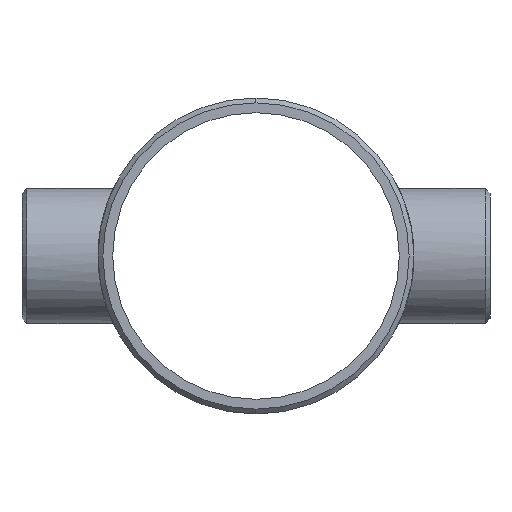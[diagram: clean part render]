
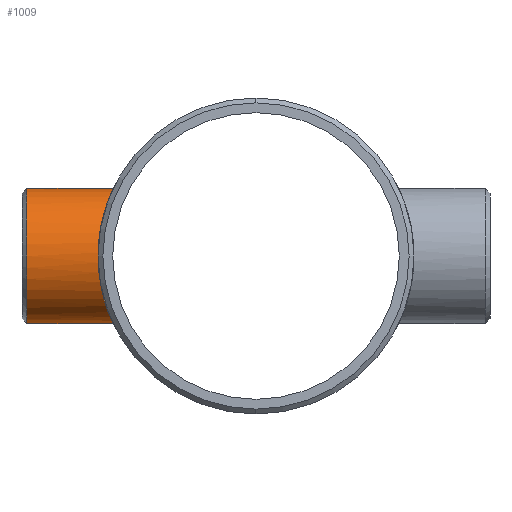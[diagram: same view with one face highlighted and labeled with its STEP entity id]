
A CAD part, left-side view. The second image highlights one B-rep face of the part: STEP entity #1009.
In plain terms, the highlighted cylindrical face has radius 30.226 mm (diameter 60.452 mm), a partial arc.
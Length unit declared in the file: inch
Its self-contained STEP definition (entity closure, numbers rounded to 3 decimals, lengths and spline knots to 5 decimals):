
#3 = CARTESIAN_POINT ( 'NONE',  ( -0.36721, 2.5407, -1.1321 ) ) ;
#8 = CARTESIAN_POINT ( 'NONE',  ( -0.59867, 2.58364, -1.03135 ) ) ;
#12 = CARTESIAN_POINT ( 'NONE',  ( 0., 2.51409, 1.19 ) ) ;
#13 = LINE ( 'NONE', #193, #1018 ) ;
#20 = CARTESIAN_POINT ( 'NONE',  ( -0.72689, 2.61632, 0.94536 ) ) ;
#30 = CARTESIAN_POINT ( 'NONE',  ( 0., 4.034, 0. ) ) ;
#39 = CARTESIAN_POINT ( 'NONE',  ( -1.14341, 2.76188, -0.3303 ) ) ;
#67 = ORIENTED_EDGE ( 'NONE', *, *, #627, .T. ) ;
#72 = VERTEX_POINT ( 'NONE', #356 ) ;
#86 = CARTESIAN_POINT ( 'NONE',  ( -0.27283, 2.52856, -1.15896 ) ) ;
#94 = CARTESIAN_POINT ( 'NONE',  ( -1.17434, 2.77483, 0.19636 ) ) ;
#100 = CARTESIAN_POINT ( 'NONE',  ( -1.18953, 2.7813, 0.03879 ) ) ;
#105 = CARTESIAN_POINT ( 'NONE',  ( -1.14929, 2.76431, 0.31106 ) ) ;
#116 = CARTESIAN_POINT ( 'NONE',  ( -0.07837, 2.51501, 1.18807 ) ) ;
#128 = CARTESIAN_POINT ( 'NONE',  ( -1.11261, 2.74927, 0.4226 ) ) ;
#168 = EDGE_CURVE ( 'NONE', #72, #905, #623, .T. ) ;
#176 = DIRECTION ( 'NONE',  ( 0., -1., 0. ) ) ;
#183 = CARTESIAN_POINT ( 'NONE',  ( -0.07968, 2.51409, -1.19 ) ) ;
#184 = CARTESIAN_POINT ( 'NONE',  ( -1.19001, 2.7815, 0.01904 ) ) ;
#193 = CARTESIAN_POINT ( 'NONE',  ( 0., 4.12, 1.19 ) ) ;
#199 = CARTESIAN_POINT ( 'NONE',  ( -0.81434, 2.64256, -0.86858 ) ) ;
#208 = CARTESIAN_POINT ( 'NONE',  ( -1.03076, 2.71689, 0.59965 ) ) ;
#217 = CIRCLE ( 'NONE', #1092, 1.19 ) ;
#218 = CARTESIAN_POINT ( 'NONE',  ( -0.78609, 2.63361, 0.8967 ) ) ;
#285 = CARTESIAN_POINT ( 'NONE',  ( -1.15889, 2.76832, 0.27317 ) ) ;
#291 = CARTESIAN_POINT ( 'NONE',  ( -0.97733, 2.69735, -0.6792 ) ) ;
#309 = CARTESIAN_POINT ( 'NONE',  ( -0.96606, 2.69329, -0.69512 ) ) ;
#356 = CARTESIAN_POINT ( 'NONE',  ( 0., 4.034, -1.19 ) ) ;
#371 = CARTESIAN_POINT ( 'NONE',  ( -0.38595, 2.54348, -1.12584 ) ) ;
#376 = CARTESIAN_POINT ( 'NONE',  ( -0.86769, 2.65949, 0.81528 ) ) ;
#381 = CARTESIAN_POINT ( 'NONE',  ( -0.72639, 2.61677, -0.94337 ) ) ;
#398 = CARTESIAN_POINT ( 'NONE',  ( -0.94292, 2.68508, -0.7262 ) ) ;
#405 = CARTESIAN_POINT ( 'NONE',  ( -1.16281, 2.76997, -0.25369 ) ) ;
#431 = DIRECTION ( 'NONE',  ( 0., -1., 0. ) ) ;
#454 = CARTESIAN_POINT ( 'NONE',  ( -0.3108, 2.53295, -1.14937 ) ) ;
#461 = CARTESIAN_POINT ( 'NONE',  ( -1.15845, 2.76815, -0.27291 ) ) ;
#466 = EDGE_LOOP ( 'NONE', ( #1076, #67, #596, #771 ) ) ;
#469 = CARTESIAN_POINT ( 'NONE',  ( -1.1802, 2.77732, 0.15746 ) ) ;
#473 = CARTESIAN_POINT ( 'NONE',  ( -1.10546, 2.74639, 0.44096 ) ) ;
#484 = CARTESIAN_POINT ( 'NONE',  ( 0., 2.51409, 1.19 ) ) ;
#494 = CARTESIAN_POINT ( 'NONE',  ( -0.96621, 2.69329, 0.69572 ) ) ;
#548 = CARTESIAN_POINT ( 'NONE',  ( -0.53074, 2.56853, -1.06793 ) ) ;
#549 = CARTESIAN_POINT ( 'NONE',  ( -0.6951, 2.60823, -0.96666 ) ) ;
#550 = AXIS2_PLACEMENT_3D ( 'NONE', #729, #431, #821 ) ;
#557 = CARTESIAN_POINT ( 'NONE',  ( -1.18996, 2.78148, -0.07943 ) ) ;
#563 = CARTESIAN_POINT ( 'NONE',  ( -1.18217, 2.77812, -0.15735 ) ) ;
#571 = VERTEX_POINT ( 'NONE', #12 ) ;
#582 = CARTESIAN_POINT ( 'NONE',  ( -0.15781, 2.51788, -1.18208 ) ) ;
#583 = CARTESIAN_POINT ( 'NONE',  ( -0.89431, 2.66832, -0.78599 ) ) ;
#596 = ORIENTED_EDGE ( 'NONE', *, *, #168, .T. ) ;
#612 = VERTEX_POINT ( 'NONE', #668 ) ;
#623 = LINE ( 'NONE', #1004, #918 ) ;
#627 = EDGE_CURVE ( 'NONE', #612, #72, #217, .T. ) ;
#642 = CARTESIAN_POINT ( 'NONE',  ( 0., 2.51409, -1.19 ) ) ;
#643 = CARTESIAN_POINT ( 'NONE',  ( -1.14875, 2.7641, -0.31123 ) ) ;
#650 = CARTESIAN_POINT ( 'NONE',  ( -0.15655, 2.51866, 1.18031 ) ) ;
#657 = CARTESIAN_POINT ( 'NONE',  ( -1.12593, 2.75469, 0.38571 ) ) ;
#668 = CARTESIAN_POINT ( 'NONE',  ( 0., 4.034, 1.19 ) ) ;
#669 = CARTESIAN_POINT ( 'NONE',  ( -0.19566, 2.52139, 1.17447 ) ) ;
#678 = CARTESIAN_POINT ( 'NONE',  ( -1.06757, 2.73122, 0.53156 ) ) ;
#729 = CARTESIAN_POINT ( 'NONE',  ( 0., 4.12, 0. ) ) ;
#738 = EDGE_CURVE ( 'NONE', #905, #571, #1072, .T. ) ;
#751 = CARTESIAN_POINT ( 'NONE',  ( -0.42283, 2.54933, -1.11252 ) ) ;
#757 = CARTESIAN_POINT ( 'NONE',  ( -0.5286, 2.56884, 1.06686 ) ) ;
#762 = CARTESIAN_POINT ( 'NONE',  ( -1.11286, 2.74935, -0.42326 ) ) ;
#766 = EDGE_CURVE ( 'NONE', #612, #571, #13, .T. ) ;
#770 = CARTESIAN_POINT ( 'NONE',  ( -1.03148, 2.71716, -0.59849 ) ) ;
#771 = ORIENTED_EDGE ( 'NONE', *, *, #738, .T. ) ;
#781 = DIRECTION ( 'NONE',  ( 0., -1., 0. ) ) ;
#787 = CARTESIAN_POINT ( 'NONE',  ( -1.1861, 2.77983, 0.0983 ) ) ;
#821 = DIRECTION ( 'NONE',  ( 0., 0., -1. ) ) ;
#827 = CYLINDRICAL_SURFACE ( 'NONE', #550, 1.19 ) ;
#849 = CARTESIAN_POINT ( 'NONE',  ( -0.38662, 2.54267, 1.1281 ) ) ;
#854 = CARTESIAN_POINT ( 'NONE',  ( -0.63052, 2.59176, 1.00997 ) ) ;
#859 = DIRECTION ( 'NONE',  ( 0., 0., 1. ) ) ;
#860 = CARTESIAN_POINT ( 'NONE',  ( -0.94313, 2.68507, 0.72672 ) ) ;
#870 = CARTESIAN_POINT ( 'NONE',  ( -0.59696, 2.58378, 1.03017 ) ) ;
#905 = VERTEX_POINT ( 'NONE', #1125 ) ;
#918 = VECTOR ( 'NONE', #176, 39.37008 ) ;
#936 = CARTESIAN_POINT ( 'NONE',  ( -0.03922, 2.51409, 1.19 ) ) ;
#945 = CARTESIAN_POINT ( 'NONE',  ( -0.78592, 2.63391, -0.89438 ) ) ;
#952 = CARTESIAN_POINT ( 'NONE',  ( -1.18758, 2.78047, 0.07839 ) ) ;
#961 = CARTESIAN_POINT ( 'NONE',  ( -0.89374, 2.66812, 0.78667 ) ) ;
#972 = CARTESIAN_POINT ( 'NONE',  ( -1.12612, 2.75476, -0.38663 ) ) ;
#1004 = CARTESIAN_POINT ( 'NONE',  ( 0., 4.12, -1.19 ) ) ;
#1009 = ADVANCED_FACE ( 'NONE', ( #1203 ), #827, .T. ) ;
#1018 = VECTOR ( 'NONE', #781, 39.37008 ) ;
#1026 = CARTESIAN_POINT ( 'NONE',  ( -0.44102, 2.55242, -1.10543 ) ) ;
#1027 = CARTESIAN_POINT ( 'NONE',  ( -0.31224, 2.53222, 1.15104 ) ) ;
#1050 = CARTESIAN_POINT ( 'NONE',  ( -0.86853, 2.65976, -0.81438 ) ) ;
#1061 = CARTESIAN_POINT ( 'NONE',  ( -0.93102, 2.68091, -0.7414 ) ) ;
#1072 = B_SPLINE_CURVE_WITH_KNOTS ( 'NONE', 3,
 ( #642, #183, #582, #86, #454, #3, #371, #751, #1026, #548, #8, #549, #381, #945, #199, #1050, #583, #1061, #398, #309, #291, #770, #1140, #762, #972, #39, #643, #461, #405, #563, #557, #184, #100, #952, #787, #469, #94, #285, #105, #1170, #657, #128, #473, #678, #208, #494, #860, #961, #376, #218, #20, #854, #870, #757, #1133, #849, #1027, #669, #650, #116, #936, #484 ),
 .UNSPECIFIED., .F., .F.,
 ( 4, 2, 2, 2, 2, 2, 2, 2, 2, 2, 2, 2, 2, 2, 2, 2, 2, 2, 2, 2, 2, 2, 2, 2, 2, 2, 2, 2, 2, 2, 4 ),
 ( 0., 0.00598, 0.00897, 0.01046, 0.01196, 0.01794, 0.02093, 0.02392, 0.02691, 0.0284, 0.02989, 0.03587, 0.03886, 0.04036, 0.04185, 0.04783, 0.04933, 0.05082, 0.05381, 0.0568, 0.05829, 0.05979, 0.06577, 0.06876, 0.07175, 0.07773, 0.08072, 0.0837, 0.08968, 0.09267, 0.09566 ),
 .UNSPECIFIED. ) ;
#1076 = ORIENTED_EDGE ( 'NONE', *, *, #766, .F. ) ;
#1092 = AXIS2_PLACEMENT_3D ( 'NONE', #30, #1127, #859 ) ;
#1125 = CARTESIAN_POINT ( 'NONE',  ( 0., 2.51409, -1.19 ) ) ;
#1127 = DIRECTION ( 'NONE',  ( 0., -1., 0. ) ) ;
#1133 = CARTESIAN_POINT ( 'NONE',  ( -0.49368, 2.56186, 1.08346 ) ) ;
#1140 = CARTESIAN_POINT ( 'NONE',  ( -1.06802, 2.7314, -0.5305 ) ) ;
#1170 = CARTESIAN_POINT ( 'NONE',  ( -1.13212, 2.75723, 0.36714 ) ) ;
#1203 = FACE_OUTER_BOUND ( 'NONE', #466, .T. ) ;
